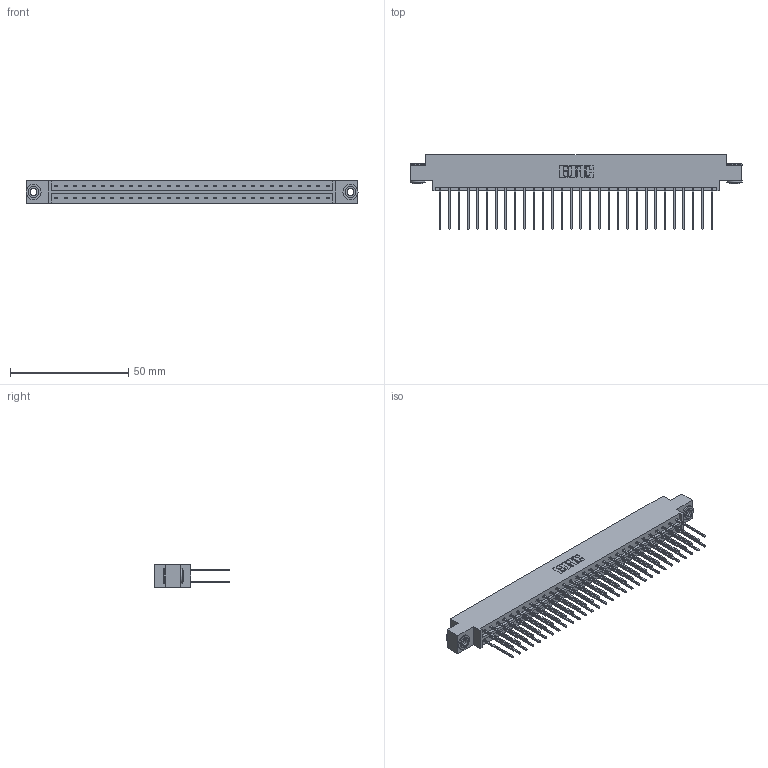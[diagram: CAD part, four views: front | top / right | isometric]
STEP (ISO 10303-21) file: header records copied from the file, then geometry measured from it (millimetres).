
FILE_DESCRIPTION (( 'STEP AP203' ), '1' );
FILE_NAME ('333-060-542-803.STEP', '2018-08-04T07:23:02', ( '' ), ( '' ), 'SwSTEP 2.0', 'SolidWorks 2016', '' );
FILE_SCHEMA (( 'CONFIG_CONTROL_DESIGN' ));
Length unit declared in the file: inch
Products named in the file (4): 333 Part_Offset - .156 Dia - TH; 345-292-001_345-293-142; 345-250-002_345-250-002-102; 333-060-542-803
Assembly tree (63 placements, depth 2):
  333-060-542-803
    333 Part_Offset - .156 Dia - TH
    345-292-001_345-293-142  x60
    345-250-002_345-250-002-102  x2
Bounding box: 140.41 x 31.63 x 9.4 mm (x, y, z)
Volume: 14294.3 mm3; surface area: 18596 mm2
Topology: 63 solids, 63 shells, 3276 faces, 9699 edges, 6382 vertices
Faces by surface type: plane 2244, cylinder 1024, cone 8
Entity records: 21652 total; most frequent: CARTESIAN_POINT 3581, ORIENTED_EDGE 3510, DIRECTION 3113, EDGE_CURVE 1755, LINE 1603, VECTOR 1603, VERTEX_POINT 1166, AXIS2_PLACEMENT_3D 755
